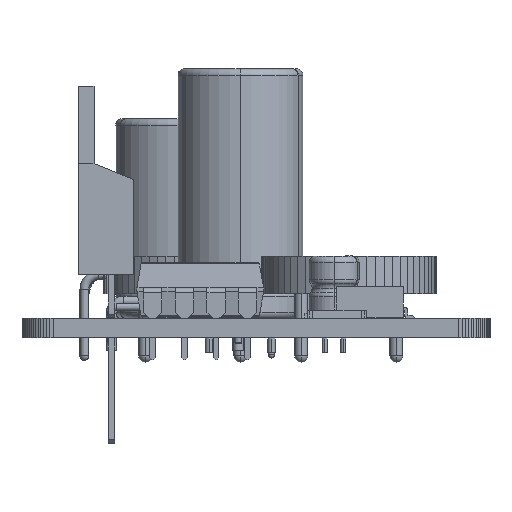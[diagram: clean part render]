
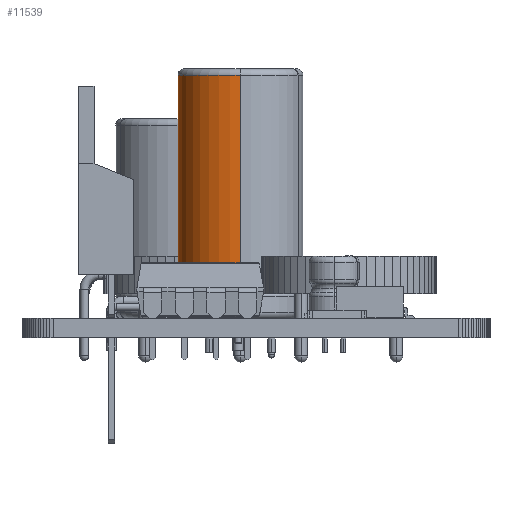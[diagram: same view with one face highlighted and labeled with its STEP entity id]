
A CAD part, left-side view. The second image highlights one B-rep face of the part: STEP entity #11539.
In plain terms, the highlighted cylindrical face has radius 5 mm (diameter 10 mm), a partial arc.
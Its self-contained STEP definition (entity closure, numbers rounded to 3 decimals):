
#11443 = VERTEX_POINT('',#11444);
#11444 = CARTESIAN_POINT('',(0.,19.5,5.));
#11488 = VERTEX_POINT('',#11489);
#11489 = CARTESIAN_POINT('',(0.,19.5,-5.));
#11496 = EDGE_CURVE('',#11443,#11488,#11497,.T.);
#11497 = CIRCLE('',#11498,5.);
#11498 = AXIS2_PLACEMENT_3D('',#11499,#11500,#11501);
#11499 = CARTESIAN_POINT('',(0.,19.5,0.));
#11500 = DIRECTION('',(0.,-1.,0.));
#11501 = DIRECTION('',(0.,0.,-1.));
#11512 = EDGE_CURVE('',#11443,#11513,#11515,.T.);
#11513 = VERTEX_POINT('',#11514);
#11514 = CARTESIAN_POINT('',(0.,3.094,5.));
#11515 = LINE('',#11516,#11517);
#11516 = CARTESIAN_POINT('',(0.,0.,5.));
#11517 = VECTOR('',#11518,1.);
#11518 = DIRECTION('',(0.,-1.,0.));
#11539 = ADVANCED_FACE('',(#11540),#11559,.T.);
#11540 = FACE_BOUND('',#11541,.T.);
#11541 = EDGE_LOOP('',(#11542,#11543,#11544,#11552));
#11542 = ORIENTED_EDGE('',*,*,#11512,.F.);
#11543 = ORIENTED_EDGE('',*,*,#11496,.T.);
#11544 = ORIENTED_EDGE('',*,*,#11545,.T.);
#11545 = EDGE_CURVE('',#11488,#11546,#11548,.T.);
#11546 = VERTEX_POINT('',#11547);
#11547 = CARTESIAN_POINT('',(0.,3.094,-5.));
#11548 = LINE('',#11549,#11550);
#11549 = CARTESIAN_POINT('',(0.,0.,-5.));
#11550 = VECTOR('',#11551,1.);
#11551 = DIRECTION('',(0.,-1.,0.));
#11552 = ORIENTED_EDGE('',*,*,#11553,.F.);
#11553 = EDGE_CURVE('',#11513,#11546,#11554,.T.);
#11554 = CIRCLE('',#11555,5.);
#11555 = AXIS2_PLACEMENT_3D('',#11556,#11557,#11558);
#11556 = CARTESIAN_POINT('',(0.,3.094,0.));
#11557 = DIRECTION('',(0.,-1.,0.));
#11558 = DIRECTION('',(0.,0.,-1.));
#11559 = CYLINDRICAL_SURFACE('',#11560,5.);
#11560 = AXIS2_PLACEMENT_3D('',#11561,#11562,#11563);
#11561 = CARTESIAN_POINT('',(0.,0.,0.));
#11562 = DIRECTION('',(0.,-1.,0.));
#11563 = DIRECTION('',(0.,0.,-1.));
